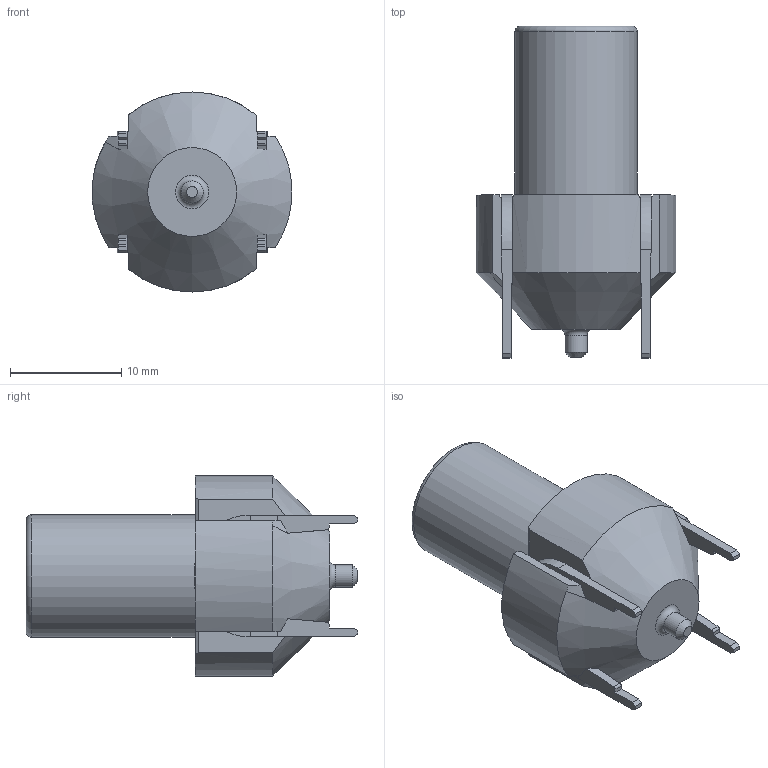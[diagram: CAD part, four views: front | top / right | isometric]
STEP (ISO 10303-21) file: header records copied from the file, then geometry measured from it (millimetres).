
FILE_DESCRIPTION(/* description */ (''),/* implementation_level */ '2;1');
FILE_NAME(/* name */ '50051740.stp',/* time_stamp */ '2020-03-23T13:52:09+01:00',/* author */ ('do'),/* organization */ ('Multi-Contact Group'),/* preprocessor_version */ 'ST-DEVELOPER v16.1',/* originating_system */ 'Autodesk Inventor 2016',/* authorisation */ '');
FILE_SCHEMA (('AUTOMOTIVE_DESIGN { 1 0 10303 214 3 1 1 }'));
Length unit declared in the file: millimetre
Products named in the file (1): 50051740
Bounding box: 17.96 x 29.85 x 18 mm (x, y, z)
Volume: 2898.7 mm3; surface area: 2925.5 mm2
Topology: 1 solids, 1 shells, 101 faces, 268 edges, 174 vertices
Faces by surface type: plane 75, cylinder 17, cone 6, torus 3
Full cylindrical faces by diameter (mm): 2 x1, 4 x1, 6.202 x1, 9.1 x1, 11 x1
Entity records: 3061 total; most frequent: CARTESIAN_POINT 569, ORIENTED_EDGE 492, DIRECTION 478, EDGE_CURVE 246, VERTEX_POINT 166, LINE 160, VECTOR 160, AXIS2_PLACEMENT_3D 159
